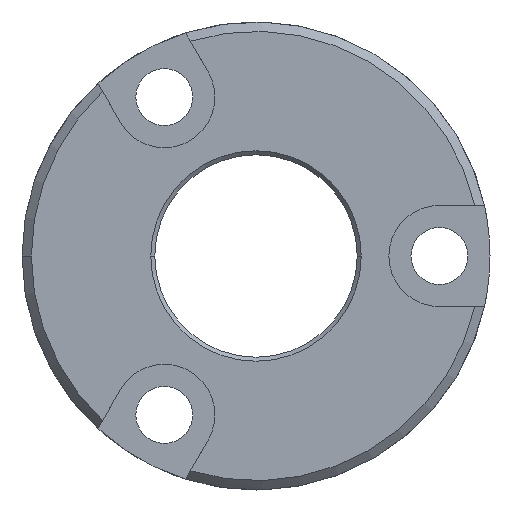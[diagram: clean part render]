
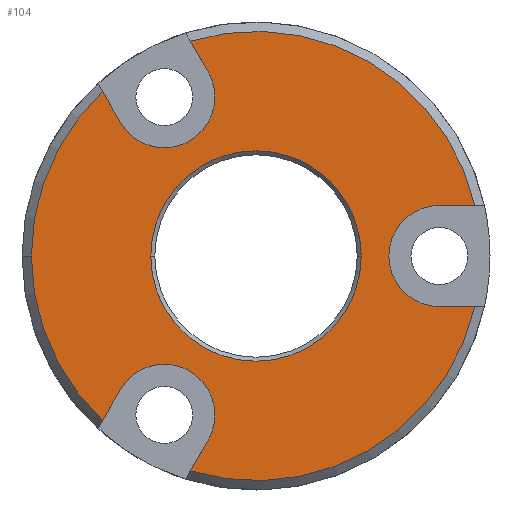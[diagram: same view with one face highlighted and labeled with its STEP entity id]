
A CAD part, left-side view. The second image highlights one B-rep face of the part: STEP entity #104.
In plain terms, the highlighted planar face has unit normal (-1, 0, 0).
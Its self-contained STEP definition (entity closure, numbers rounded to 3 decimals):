
#104=ADVANCED_FACE('',(#227,#228),#229,.T.);
#227=FACE_OUTER_BOUND('',#368,.T.);
#228=FACE_BOUND('',#369,.T.);
#229=PLANE('',#370);
#368=EDGE_LOOP('',(#618,#619,#620,#621,#622,#623,#624,#625,#626,#627,#628,#629,#630));
#369=EDGE_LOOP('',(#631,#632));
#370=AXIS2_PLACEMENT_3D('',#633,#634,#635);
#618=ORIENTED_EDGE('',*,*,#821,.T.);
#619=ORIENTED_EDGE('',*,*,#912,.F.);
#620=ORIENTED_EDGE('',*,*,#913,.F.);
#621=ORIENTED_EDGE('',*,*,#914,.T.);
#622=ORIENTED_EDGE('',*,*,#915,.T.);
#623=ORIENTED_EDGE('',*,*,#827,.T.);
#624=ORIENTED_EDGE('',*,*,#916,.F.);
#625=ORIENTED_EDGE('',*,*,#902,.T.);
#626=ORIENTED_EDGE('',*,*,#906,.T.);
#627=ORIENTED_EDGE('',*,*,#857,.T.);
#628=ORIENTED_EDGE('',*,*,#917,.F.);
#629=ORIENTED_EDGE('',*,*,#918,.T.);
#630=ORIENTED_EDGE('',*,*,#919,.T.);
#631=ORIENTED_EDGE('',*,*,#890,.T.);
#632=ORIENTED_EDGE('',*,*,#920,.T.);
#633=CARTESIAN_POINT('',(0.,12.878,0.0));
#634=DIRECTION('',(-1.0,0.,0.0));
#635=DIRECTION('',(0.,-1.0,-0.0));
#821=EDGE_CURVE('',#968,#969,#970,.T.);
#827=EDGE_CURVE('',#979,#980,#981,.T.);
#857=EDGE_CURVE('',#1030,#1031,#1032,.T.);
#890=EDGE_CURVE('',#1079,#1081,#1083,.T.);
#902=EDGE_CURVE('',#1099,#1100,#1101,.T.);
#906=EDGE_CURVE('',#1100,#1030,#1105,.T.);
#912=EDGE_CURVE('',#1113,#969,#1114,.T.);
#913=EDGE_CURVE('',#1115,#1113,#1116,.T.);
#914=EDGE_CURVE('',#1115,#1117,#1118,.T.);
#915=EDGE_CURVE('',#1117,#979,#1119,.T.);
#916=EDGE_CURVE('',#1099,#980,#1120,.T.);
#917=EDGE_CURVE('',#1121,#1031,#1122,.T.);
#918=EDGE_CURVE('',#1121,#1123,#1124,.T.);
#919=EDGE_CURVE('',#1123,#968,#1125,.T.);
#920=EDGE_CURVE('',#1081,#1079,#1126,.T.);
#968=VERTEX_POINT('',#1180);
#969=VERTEX_POINT('',#1181);
#970=LINE('',#1182,#1183);
#979=VERTEX_POINT('',#1204);
#980=VERTEX_POINT('',#1205);
#981=LINE('',#1206,#1207);
#1030=VERTEX_POINT('',#1275);
#1031=VERTEX_POINT('',#1276);
#1032=LINE('',#1277,#1278);
#1079=VERTEX_POINT('',#1344);
#1081=VERTEX_POINT('',#1347);
#1083=CIRCLE('',#1350,8.32);
#1099=VERTEX_POINT('',#1370);
#1100=VERTEX_POINT('',#1371);
#1101=LINE('',#1372,#1373);
#1105=CIRCLE('',#1387,4.0);
#1113=VERTEX_POINT('',#1397);
#1114=CIRCLE('',#1398,17.755);
#1115=VERTEX_POINT('',#1399);
#1116=CIRCLE('',#1400,17.755);
#1117=VERTEX_POINT('',#1401);
#1118=LINE('',#1402,#1403);
#1119=CIRCLE('',#1404,4.0);
#1120=CIRCLE('',#1405,17.755);
#1121=VERTEX_POINT('',#1406);
#1122=CIRCLE('',#1407,17.755);
#1123=VERTEX_POINT('',#1408);
#1124=LINE('',#1409,#1410);
#1125=CIRCLE('',#1411,4.0);
#1126=CIRCLE('',#1412,8.32);
#1180=CARTESIAN_POINT('',(0.0,10.714,10.557));
#1181=CARTESIAN_POINT('',(0.,12.113,12.981));
#1182=CARTESIAN_POINT('',(0.,9.323,8.148));
#1183=VECTOR('',#1494,1.0);
#1204=CARTESIAN_POINT('',(0.,3.786,-14.557));
#1205=CARTESIAN_POINT('',(0.,5.185,-16.981));
#1206=CARTESIAN_POINT('',(0.,2.395,-12.148));
#1207=VECTOR('',#1498,1.0);
#1275=CARTESIAN_POINT('',(0.,-14.5,4.0));
#1276=CARTESIAN_POINT('',(0.,-17.299,4.0));
#1277=CARTESIAN_POINT('',(0.,-2.06,4.0));
#1278=VECTOR('',#1545,1.0);
#1344=CARTESIAN_POINT('',(0.0,8.32,0.0));
#1347=CARTESIAN_POINT('',(0.,-8.32,0.));
#1350=AXIS2_PLACEMENT_3D('',#1597,#1598,#1599);
#1370=CARTESIAN_POINT('',(0.,-17.299,-4.0));
#1371=CARTESIAN_POINT('',(0.,-14.5,-4.0));
#1372=CARTESIAN_POINT('',(0.,-2.06,-4.0));
#1373=VECTOR('',#1616,1.0);
#1387=AXIS2_PLACEMENT_3D('',#1618,#1619,#1620);
#1397=CARTESIAN_POINT('',(0.,17.755,0.));
#1398=AXIS2_PLACEMENT_3D('',#1626,#1627,#1628);
#1399=CARTESIAN_POINT('',(0.,12.113,-12.981));
#1400=AXIS2_PLACEMENT_3D('',#1629,#1630,#1631);
#1401=CARTESIAN_POINT('',(0.0,10.714,-10.557));
#1402=CARTESIAN_POINT('',(0.0,9.323,-8.148));
#1403=VECTOR('',#1632,1.0);
#1404=AXIS2_PLACEMENT_3D('',#1633,#1634,#1635);
#1405=AXIS2_PLACEMENT_3D('',#1636,#1637,#1638);
#1406=CARTESIAN_POINT('',(0.,5.185,16.981));
#1407=AXIS2_PLACEMENT_3D('',#1639,#1640,#1641);
#1408=CARTESIAN_POINT('',(0.,3.786,14.557));
#1409=CARTESIAN_POINT('',(0.,2.395,12.148));
#1410=VECTOR('',#1642,1.0);
#1411=AXIS2_PLACEMENT_3D('',#1643,#1644,#1645);
#1412=AXIS2_PLACEMENT_3D('',#1646,#1647,#1648);
#1494=DIRECTION('',(0.,0.5,0.866));
#1498=DIRECTION('',(0.,0.5,-0.866));
#1545=DIRECTION('',(0.,-1.0,0.0));
#1597=CARTESIAN_POINT('',(0.,0.0,0.0));
#1598=DIRECTION('',(1.0,0.,-0.0));
#1599=DIRECTION('',(0.,1.0,0.0));
#1616=DIRECTION('',(0.,1.0,-0.0));
#1618=CARTESIAN_POINT('',(0.,-14.5,0.0));
#1619=DIRECTION('',(1.0,0.,0.0));
#1620=DIRECTION('',(0.0,0.0,-1.0));
#1626=CARTESIAN_POINT('',(0.,0.0,0.0));
#1627=DIRECTION('',(1.0,0.0,0.0));
#1628=DIRECTION('',(0.0,1.0,0.0));
#1629=CARTESIAN_POINT('',(0.,0.0,0.0));
#1630=DIRECTION('',(1.0,0.0,0.0));
#1631=DIRECTION('',(0.0,1.0,0.0));
#1632=DIRECTION('',(0.,-0.5,0.866));
#1633=CARTESIAN_POINT('',(0.,7.25,-12.557));
#1634=DIRECTION('',(1.0,0.,0.));
#1635=DIRECTION('',(0.,0.866,0.5));
#1636=CARTESIAN_POINT('',(0.,0.0,0.0));
#1637=DIRECTION('',(1.0,0.0,0.0));
#1638=DIRECTION('',(0.0,1.0,0.0));
#1639=CARTESIAN_POINT('',(0.,0.0,0.0));
#1640=DIRECTION('',(1.0,0.0,0.0));
#1641=DIRECTION('',(0.0,1.0,0.0));
#1642=DIRECTION('',(0.,-0.5,-0.866));
#1643=CARTESIAN_POINT('',(0.,7.25,12.557));
#1644=DIRECTION('',(1.0,0.,0.));
#1645=DIRECTION('',(0.,-0.866,0.5));
#1646=CARTESIAN_POINT('',(0.,0.0,0.0));
#1647=DIRECTION('',(1.0,0.,-0.0));
#1648=DIRECTION('',(0.,1.0,0.0));
